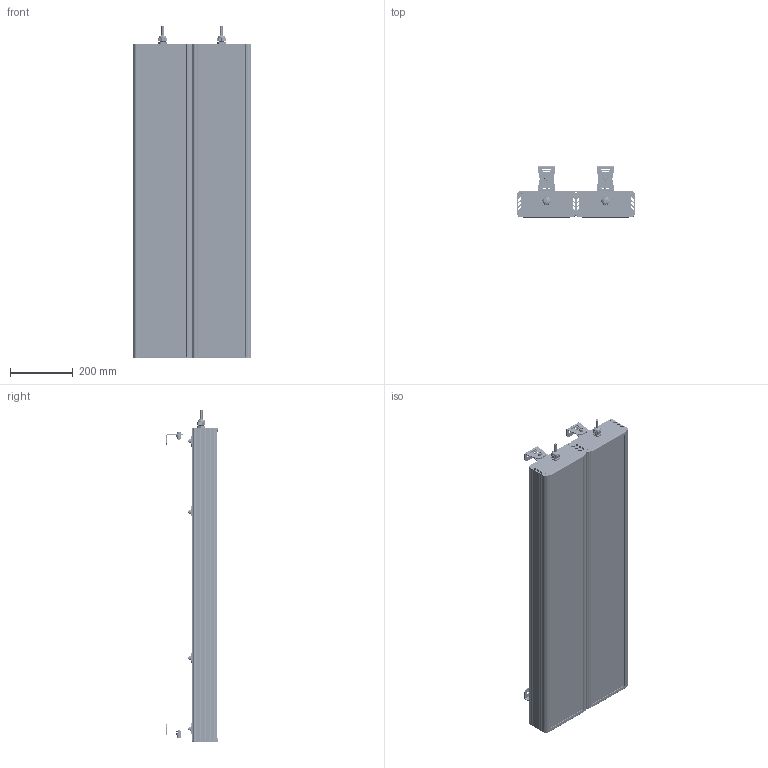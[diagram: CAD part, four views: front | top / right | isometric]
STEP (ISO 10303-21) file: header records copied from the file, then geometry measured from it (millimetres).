
FILE_DESCRIPTION(('STEP AP214'), '1');
FILE_NAME('001.0079.109.000 ÃÑÏ-Ýêñòðà-Îïòèê-400', '2023-11-03T06:12:31', ('Ëóêîíèí'), ('ÎÊÁ Ñâîé Ñòèëü'), 'C3D Converter', 'C3D Toolkit', '');
FILE_SCHEMA(('AUTOMOTIVE_DESIGN { 1 0 10303 214 3 1 1}'));
Length unit declared in the file: millimetre
Products named in the file (43): 001.0079.109.000; 001.0079.94.000; 001.0065.01.000
Assembly tree (92 placements, depth 5):
  001.0079.109.000
    001.0079.94.000  x2
      (unnamed)
        (unnamed)
        (unnamed)
        (unnamed)
        (unnamed)  x6
        (unnamed)  x6
        (unnamed)
        (unnamed)
        (unnamed)
        (unnamed)
          (unnamed)
        (unnamed)  x20
          (unnamed)
          (unnamed)
          (unnamed)
          (unnamed)
          (unnamed)
          (unnamed)
          (unnamed)
          (unnamed)
          (unnamed)
          (unnamed)
      001.0065.01.000
        (unnamed)
        (unnamed)  x2
        (unnamed)
        (unnamed)
        (unnamed)
        (unnamed)
        (unnamed)
        (unnamed)
        (unnamed)
    (unnamed)  x2
      (unnamed)
      (unnamed)
      (unnamed)
      (unnamed)
      (unnamed)
      (unnamed)
      (unnamed)
      (unnamed)
Bounding box: 374.75 x 164.65 x 1056.43 mm (x, y, z)
Volume: 6641585.1 mm3; surface area: 4937832.4 mm2
Topology: 1426 solids, 1426 shells, 19860 faces, 45530 edges, 30414 vertices
Faces by surface type: plane 13968, cylinder 4752, bspline 666, cone 404, sphere 40, torus 30
Full cylindrical faces by diameter (mm): 1 x40, 2 x80, 2.5 x160, 2.8 x1000, 3.2 x40, 3.5 x240, 4 x24, 4.917 x8, 6 x16, 6.375 x4, 6.6 x8, 8 x32, 8.5 x16, 9 x520, 11 x8, 12 x6, 12.5 x2, 13.333 x4, 16 x10, 18.5 x6, 20 x2, 23.5 x2
Entity records: 112875 total; most frequent: CARTESIAN_POINT 51160, ORIENTED_EDGE 11182, DIRECTION 10450, EDGE_CURVE 5591, VERTEX_POINT 3841, AXIS2_PLACEMENT_3D 3540, LINE 3370, VECTOR 3370
